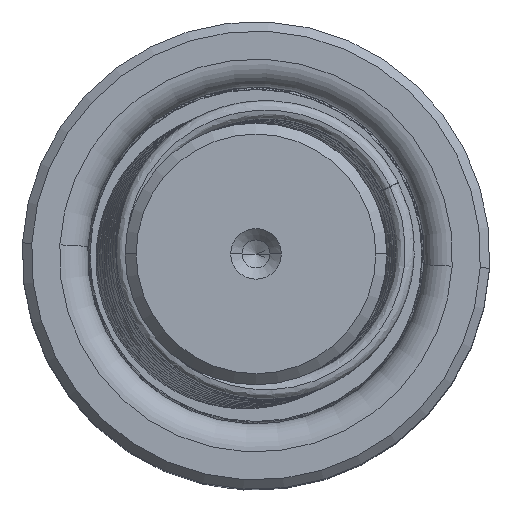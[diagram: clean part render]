
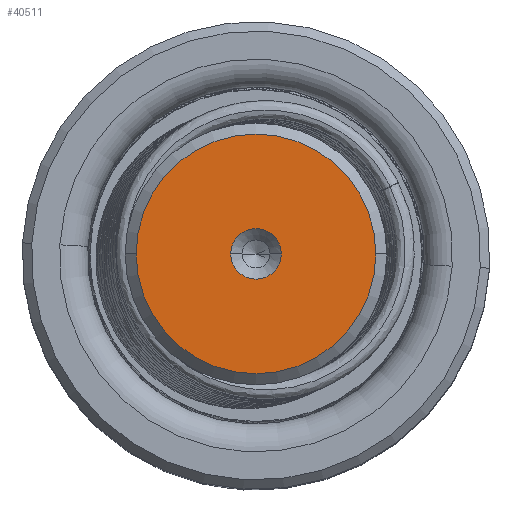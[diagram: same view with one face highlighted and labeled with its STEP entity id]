
A CAD part, top view. The second image highlights one B-rep face of the part: STEP entity #40511.
In plain terms, the highlighted planar face has unit normal (0, 0, 1).
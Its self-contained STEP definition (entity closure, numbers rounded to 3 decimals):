
#3775 = CIRCLE ( 'NONE', #25882, 12.812 ) ;
#5048 = CIRCLE ( 'NONE', #40080, 2.7 ) ;
#5516 = CARTESIAN_POINT ( 'NONE',  ( -2.7, 0., 160. ) ) ;
#9980 = ORIENTED_EDGE ( 'NONE', *, *, #32215, .T. ) ;
#10094 = DIRECTION ( 'NONE',  ( 0., 0., 1. ) ) ;
#10776 = DIRECTION ( 'NONE',  ( 0., 0., 1. ) ) ;
#11976 = ORIENTED_EDGE ( 'NONE', *, *, #36061, .T. ) ;
#13243 = CARTESIAN_POINT ( 'NONE',  ( 0., 0., 160. ) ) ;
#13464 = FACE_BOUND ( 'NONE', #17608, .T. ) ;
#13553 = PLANE ( 'NONE',  #21074 ) ;
#13590 = DIRECTION ( 'NONE',  ( 1., 0., 0. ) ) ;
#13874 = EDGE_CURVE ( 'NONE', #37430, #15501, #16133, .T. ) ;
#14099 = DIRECTION ( 'NONE',  ( 1., 0., 0. ) ) ;
#14762 = FACE_OUTER_BOUND ( 'NONE', #23513, .T. ) ;
#15501 = VERTEX_POINT ( 'NONE', #5516 ) ;
#16133 = CIRCLE ( 'NONE', #33902, 2.7 ) ;
#17368 = CARTESIAN_POINT ( 'NONE',  ( 2.7, 0., 160. ) ) ;
#17414 = DIRECTION ( 'NONE',  ( 0., 0., 1. ) ) ;
#17608 = EDGE_LOOP ( 'NONE', ( #22666, #30611 ) ) ;
#21061 = CARTESIAN_POINT ( 'NONE',  ( 0., 0., 160. ) ) ;
#21074 = AXIS2_PLACEMENT_3D ( 'NONE', #25659, #10094, #41881 ) ;
#22496 = CARTESIAN_POINT ( 'NONE',  ( 0., 0., 160. ) ) ;
#22666 = ORIENTED_EDGE ( 'NONE', *, *, #13874, .F. ) ;
#23513 = EDGE_LOOP ( 'NONE', ( #11976, #9980 ) ) ;
#24563 = AXIS2_PLACEMENT_3D ( 'NONE', #33994, #10776, #14099 ) ;
#25659 = CARTESIAN_POINT ( 'NONE',  ( 0., 0., 160. ) ) ;
#25882 = AXIS2_PLACEMENT_3D ( 'NONE', #21061, #48837, #13590 ) ;
#27838 = CIRCLE ( 'NONE', #24563, 12.812 ) ;
#29838 = CARTESIAN_POINT ( 'NONE',  ( -12.812, 0., 160. ) ) ;
#30432 = DIRECTION ( 'NONE',  ( 0., 0., 1. ) ) ;
#30589 = DIRECTION ( 'NONE',  ( 1., 0., 0. ) ) ;
#30611 = ORIENTED_EDGE ( 'NONE', *, *, #32182, .F. ) ;
#32182 = EDGE_CURVE ( 'NONE', #15501, #37430, #5048, .T. ) ;
#32215 = EDGE_CURVE ( 'NONE', #32283, #48543, #3775, .T. ) ;
#32283 = VERTEX_POINT ( 'NONE', #42600 ) ;
#33902 = AXIS2_PLACEMENT_3D ( 'NONE', #22496, #30432, #30589 ) ;
#33994 = CARTESIAN_POINT ( 'NONE',  ( 0., 0., 160. ) ) ;
#36061 = EDGE_CURVE ( 'NONE', #48543, #32283, #27838, .T. ) ;
#37430 = VERTEX_POINT ( 'NONE', #17368 ) ;
#40080 = AXIS2_PLACEMENT_3D ( 'NONE', #13243, #17414, #44863 ) ;
#40511 = ADVANCED_FACE ( 'NONE', ( #13464, #14762 ), #13553, .T. ) ;
#41881 = DIRECTION ( 'NONE',  ( 1., 0., 0. ) ) ;
#42600 = CARTESIAN_POINT ( 'NONE',  ( 12.812, 0., 160. ) ) ;
#44863 = DIRECTION ( 'NONE',  ( 1., 0., 0. ) ) ;
#48543 = VERTEX_POINT ( 'NONE', #29838 ) ;
#48837 = DIRECTION ( 'NONE',  ( 0., 0., 1. ) ) ;
